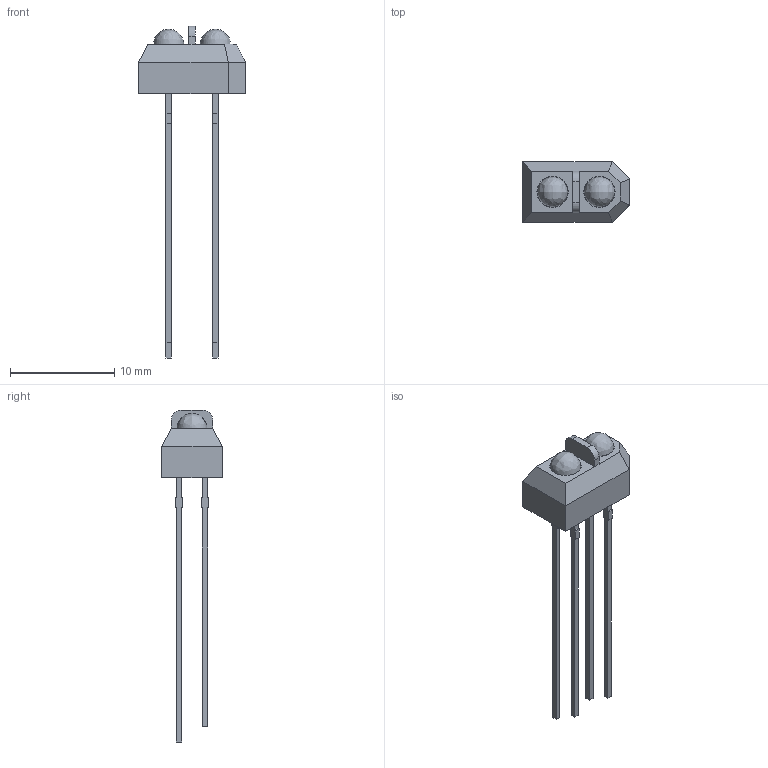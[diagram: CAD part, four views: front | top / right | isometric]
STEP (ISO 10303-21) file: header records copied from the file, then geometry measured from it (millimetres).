
FILE_DESCRIPTION (( 'STEP AP214' ), '1' );
FILE_NAME ('User Library-TCRT-5000.STEP', '2019-01-22T02:29:08', ( '' ), ( '' ), 'SwSTEP 2.0', 'SolidWorks 2018', '' );
FILE_SCHEMA (( 'AUTOMOTIVE_DESIGN' ));
Length unit declared in the file: millimetre
Products named in the file (3): User Library-TCRT-5000_Imported1; User Library-TCRT-5000; User Library-TCRT-5000_Imported2
Assembly tree (3 placements, depth 2):
  User Library-TCRT-5000
    User Library-TCRT-5000_Imported1
    User Library-TCRT-5000_Imported2  x2
Bounding box: 10.3 x 5.8 x 31.91 mm (x, y, z)
Volume: 270.1 mm3; surface area: 629.6 mm2
Topology: 3 solids, 3 shells, 108 faces, 282 edges, 182 vertices
Faces by surface type: plane 88, cylinder 18, bspline 2
Entity records: 2202 total; most frequent: CARTESIAN_POINT 368, ORIENTED_EDGE 340, DIRECTION 338, EDGE_CURVE 170, VECTOR 146, LINE 146, VERTEX_POINT 110, AXIS2_PLACEMENT_3D 96
